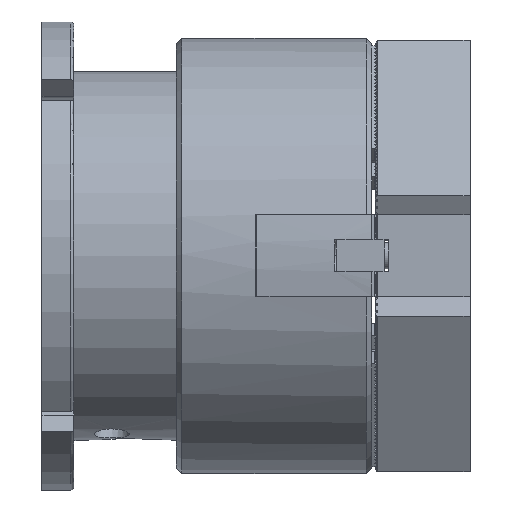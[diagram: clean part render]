
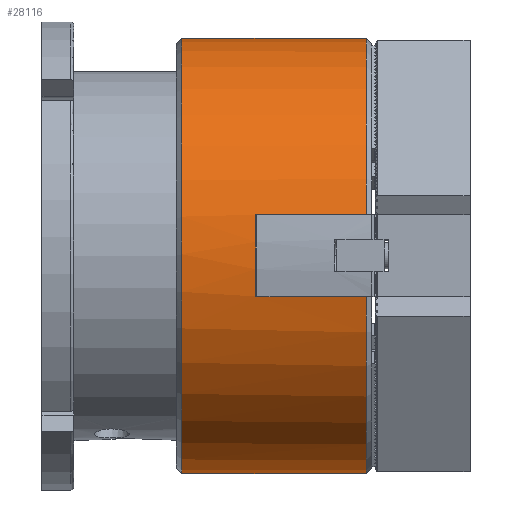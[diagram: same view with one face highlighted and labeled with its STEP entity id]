
A CAD part, top view. The second image highlights one B-rep face of the part: STEP entity #28116.
In plain terms, the highlighted cylindrical face has radius 82.5 mm (diameter 165 mm), a full revolution.
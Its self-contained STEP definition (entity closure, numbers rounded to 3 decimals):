
#771 = DIRECTION ( 'NONE',  ( -1., 0., 0. ) ) ;
#785 = LINE ( 'NONE', #10384, #9651 ) ;
#1547 = CARTESIAN_POINT ( 'NONE',  ( 72., 81.031, -15.5 ) ) ;
#1615 = DIRECTION ( 'NONE',  ( 1., 0., 0. ) ) ;
#1788 = CIRCLE ( 'NONE', #19157, 82.5 ) ;
#2234 = EDGE_LOOP ( 'NONE', ( #25534 ) ) ;
#2791 = CARTESIAN_POINT ( 'NONE',  ( 2., 0., 0. ) ) ;
#2865 = CARTESIAN_POINT ( 'NONE',  ( 0., -53.939, 62.425 ) ) ;
#2991 = VERTEX_POINT ( 'NONE', #29174 ) ;
#3090 = DIRECTION ( 'NONE',  ( -1., 0., 0. ) ) ;
#3485 = EDGE_CURVE ( 'NONE', #29457, #10911, #17754, .T. ) ;
#3510 = CARTESIAN_POINT ( 'NONE',  ( 72., -27.092, 77.925 ) ) ;
#4323 = CARTESIAN_POINT ( 'NONE',  ( 30., 0., 0. ) ) ;
#4411 = LINE ( 'NONE', #13807, #15417 ) ;
#4876 = DIRECTION ( 'NONE',  ( 0., 0., 1. ) ) ;
#5180 = VERTEX_POINT ( 'NONE', #24482 ) ;
#5884 = VERTEX_POINT ( 'NONE', #9754 ) ;
#5975 = EDGE_CURVE ( 'NONE', #25399, #2991, #12672, .T. ) ;
#6026 = DIRECTION ( 'NONE',  ( 1., 0., 0. ) ) ;
#6140 = ORIENTED_EDGE ( 'NONE', *, *, #16899, .F. ) ;
#6371 = CIRCLE ( 'NONE', #19672, 82.5 ) ;
#6445 = CARTESIAN_POINT ( 'NONE',  ( 30., -53.939, -62.425 ) ) ;
#6484 = CARTESIAN_POINT ( 'NONE',  ( 0., 0., 0. ) ) ;
#6847 = CARTESIAN_POINT ( 'NONE',  ( 30., -53.939, 62.425 ) ) ;
#7007 = DIRECTION ( 'NONE',  ( 0., 0., 1. ) ) ;
#7288 = LINE ( 'NONE', #16687, #18737 ) ;
#7427 = CARTESIAN_POINT ( 'NONE',  ( 72., -53.939, -62.425 ) ) ;
#7747 = EDGE_CURVE ( 'NONE', #12379, #12379, #6371, .T. ) ;
#8089 = EDGE_CURVE ( 'NONE', #14836, #10911, #11152, .T. ) ;
#8743 = VERTEX_POINT ( 'NONE', #6445 ) ;
#8796 = FACE_OUTER_BOUND ( 'NONE', #2234, .T. ) ;
#9187 = DIRECTION ( 'NONE',  ( 0., 0., -1. ) ) ;
#9304 = AXIS2_PLACEMENT_3D ( 'NONE', #16587, #25972, #4876 ) ;
#9651 = VECTOR ( 'NONE', #19780, 1000. ) ;
#9754 = CARTESIAN_POINT ( 'NONE',  ( 72., -53.939, 62.425 ) ) ;
#10178 = VERTEX_POINT ( 'NONE', #18497 ) ;
#10384 = CARTESIAN_POINT ( 'NONE',  ( 0., 81.031, -15.5 ) ) ;
#10911 = VERTEX_POINT ( 'NONE', #25062 ) ;
#11066 = ORIENTED_EDGE ( 'NONE', *, *, #21284, .F. ) ;
#11152 = CIRCLE ( 'NONE', #28368, 82.5 ) ;
#11169 = DIRECTION ( 'NONE',  ( 0., 0., -1. ) ) ;
#11229 = ORIENTED_EDGE ( 'NONE', *, *, #12345, .T. ) ;
#11379 = ORIENTED_EDGE ( 'NONE', *, *, #23047, .F. ) ;
#12051 = EDGE_CURVE ( 'NONE', #24715, #5884, #24046, .T. ) ;
#12284 = DIRECTION ( 'NONE',  ( 1., 0., 0. ) ) ;
#12323 = VECTOR ( 'NONE', #6026, 1000. ) ;
#12345 = EDGE_CURVE ( 'NONE', #25399, #10178, #22575, .T. ) ;
#12350 = DIRECTION ( 'NONE',  ( 1., 0., 0. ) ) ;
#12379 = VERTEX_POINT ( 'NONE', #21767 ) ;
#12560 = DIRECTION ( 'NONE',  ( 0., 0., 1. ) ) ;
#12561 = AXIS2_PLACEMENT_3D ( 'NONE', #4323, #13729, #23117 ) ;
#12672 = LINE ( 'NONE', #22066, #25946 ) ;
#12683 = EDGE_CURVE ( 'NONE', #5180, #26855, #1788, .T. ) ;
#12741 = VECTOR ( 'NONE', #12350, 1000. ) ;
#13297 = VERTEX_POINT ( 'NONE', #7427 ) ;
#13526 = ORIENTED_EDGE ( 'NONE', *, *, #14548, .F. ) ;
#13563 = AXIS2_PLACEMENT_3D ( 'NONE', #24254, #3090, #12560 ) ;
#13729 = DIRECTION ( 'NONE',  ( 1., 0., 0. ) ) ;
#13807 = CARTESIAN_POINT ( 'NONE',  ( 0., -53.939, -62.425 ) ) ;
#14548 = EDGE_CURVE ( 'NONE', #26855, #10178, #7288, .T. ) ;
#14836 = VERTEX_POINT ( 'NONE', #1547 ) ;
#15417 = VECTOR ( 'NONE', #23192, 1000. ) ;
#15635 = AXIS2_PLACEMENT_3D ( 'NONE', #20891, #30283, #9187 ) ;
#15699 = ORIENTED_EDGE ( 'NONE', *, *, #8089, .T. ) ;
#15872 = DIRECTION ( 'NONE',  ( -1., 0., 0. ) ) ;
#16587 = CARTESIAN_POINT ( 'NONE',  ( 72., 0., 0. ) ) ;
#16687 = CARTESIAN_POINT ( 'NONE',  ( 0., 81.031, 15.5 ) ) ;
#16899 = EDGE_CURVE ( 'NONE', #8743, #29457, #28921, .T. ) ;
#17754 = LINE ( 'NONE', #27125, #12323 ) ;
#18003 = ORIENTED_EDGE ( 'NONE', *, *, #3485, .F. ) ;
#18192 = FACE_OUTER_BOUND ( 'NONE', #19321, .T. ) ;
#18307 = ORIENTED_EDGE ( 'NONE', *, *, #12051, .F. ) ;
#18408 = EDGE_CURVE ( 'NONE', #2991, #24715, #25819, .T. ) ;
#18497 = CARTESIAN_POINT ( 'NONE',  ( 72., 81.031, 15.5 ) ) ;
#18726 = CARTESIAN_POINT ( 'NONE',  ( 72., 0., 0. ) ) ;
#18737 = VECTOR ( 'NONE', #26078, 1000. ) ;
#19157 = AXIS2_PLACEMENT_3D ( 'NONE', #22863, #1615, #11169 ) ;
#19321 = EDGE_LOOP ( 'NONE', ( #11379, #23077, #18307, #26859, #26526, #11229, #13526, #27547, #11066, #15699, #18003, #6140 ) ) ;
#19672 = AXIS2_PLACEMENT_3D ( 'NONE', #2791, #12284, #21667 ) ;
#19780 = DIRECTION ( 'NONE',  ( -1., 0., 0. ) ) ;
#20753 = EDGE_CURVE ( 'NONE', #13297, #5884, #26848, .T. ) ;
#20891 = CARTESIAN_POINT ( 'NONE',  ( 30., 0., 0. ) ) ;
#21284 = EDGE_CURVE ( 'NONE', #14836, #5180, #785, .T. ) ;
#21667 = DIRECTION ( 'NONE',  ( 0., 0., -1. ) ) ;
#21767 = CARTESIAN_POINT ( 'NONE',  ( 2., 0., -82.5 ) ) ;
#22066 = CARTESIAN_POINT ( 'NONE',  ( 0., -27.092, 77.925 ) ) ;
#22575 = CIRCLE ( 'NONE', #9304, 82.5 ) ;
#22863 = CARTESIAN_POINT ( 'NONE',  ( 30., 0., 0. ) ) ;
#23047 = EDGE_CURVE ( 'NONE', #13297, #8743, #4411, .T. ) ;
#23077 = ORIENTED_EDGE ( 'NONE', *, *, #20753, .T. ) ;
#23117 = DIRECTION ( 'NONE',  ( 0., 0., -1. ) ) ;
#23192 = DIRECTION ( 'NONE',  ( -1., 0., 0. ) ) ;
#23395 = AXIS2_PLACEMENT_3D ( 'NONE', #6484, #15872, #25254 ) ;
#24046 = LINE ( 'NONE', #2865, #12741 ) ;
#24254 = CARTESIAN_POINT ( 'NONE',  ( 72., 0., 0. ) ) ;
#24482 = CARTESIAN_POINT ( 'NONE',  ( 30., 81.031, -15.5 ) ) ;
#24715 = VERTEX_POINT ( 'NONE', #6847 ) ;
#25062 = CARTESIAN_POINT ( 'NONE',  ( 72., -27.092, -77.925 ) ) ;
#25254 = DIRECTION ( 'NONE',  ( 0., 0., 1. ) ) ;
#25399 = VERTEX_POINT ( 'NONE', #3510 ) ;
#25534 = ORIENTED_EDGE ( 'NONE', *, *, #7747, .T. ) ;
#25819 = CIRCLE ( 'NONE', #12561, 82.5 ) ;
#25946 = VECTOR ( 'NONE', #771, 1000. ) ;
#25972 = DIRECTION ( 'NONE',  ( -1., 0., 0. ) ) ;
#26078 = DIRECTION ( 'NONE',  ( 1., 0., 0. ) ) ;
#26526 = ORIENTED_EDGE ( 'NONE', *, *, #5975, .F. ) ;
#26848 = CIRCLE ( 'NONE', #13563, 82.5 ) ;
#26855 = VERTEX_POINT ( 'NONE', #29888 ) ;
#26859 = ORIENTED_EDGE ( 'NONE', *, *, #18408, .F. ) ;
#27125 = CARTESIAN_POINT ( 'NONE',  ( 0., -27.092, -77.925 ) ) ;
#27470 = CARTESIAN_POINT ( 'NONE',  ( 30., -27.092, -77.925 ) ) ;
#27547 = ORIENTED_EDGE ( 'NONE', *, *, #12683, .F. ) ;
#27576 = CYLINDRICAL_SURFACE ( 'NONE', #23395, 82.5 ) ;
#28111 = DIRECTION ( 'NONE',  ( -1., 0., 0. ) ) ;
#28116 = ADVANCED_FACE ( 'NONE', ( #8796, #18192 ), #27576, .T. ) ;
#28368 = AXIS2_PLACEMENT_3D ( 'NONE', #18726, #28111, #7007 ) ;
#28921 = CIRCLE ( 'NONE', #15635, 82.5 ) ;
#29174 = CARTESIAN_POINT ( 'NONE',  ( 30., -27.092, 77.925 ) ) ;
#29457 = VERTEX_POINT ( 'NONE', #27470 ) ;
#29888 = CARTESIAN_POINT ( 'NONE',  ( 30., 81.031, 15.5 ) ) ;
#30283 = DIRECTION ( 'NONE',  ( 1., 0., 0. ) ) ;
